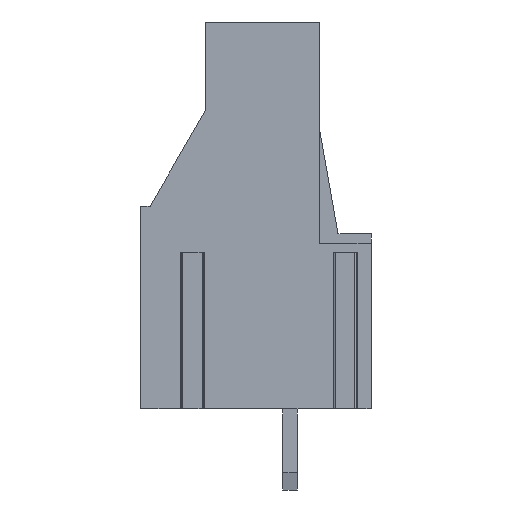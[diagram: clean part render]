
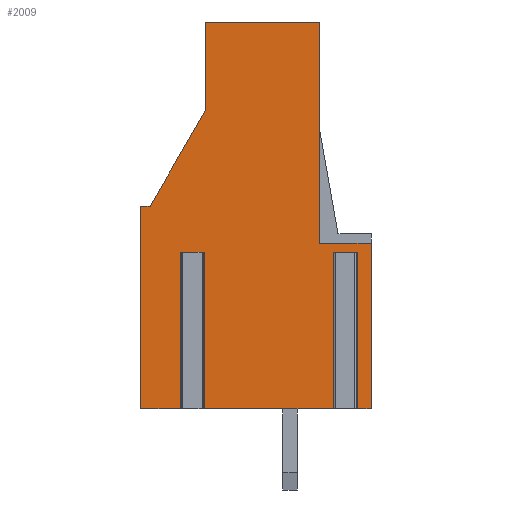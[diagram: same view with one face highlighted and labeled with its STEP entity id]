
A CAD part, front view. The second image highlights one B-rep face of the part: STEP entity #2009.
In plain terms, the highlighted planar face has unit normal (0, -1, 0).
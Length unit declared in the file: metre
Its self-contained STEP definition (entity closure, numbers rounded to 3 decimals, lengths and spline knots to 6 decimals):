
#2009=ADVANCED_FACE('',(#4082),#4083,.F.);
#4082=FACE_OUTER_BOUND('',#6174,.T.);
#4083=PLANE('',#6175);
#6174=EDGE_LOOP('',(#12384,#12385,#12386,#12387,#12388,#12389,#12390,#12391,#12392,#12393,#12394,#12395,#12396,#12397,#12398,#12399,#12400));
#6175=AXIS2_PLACEMENT_3D('',#12401,#12402,#12403);
#12384=ORIENTED_EDGE('',*,*,#15081,.F.);
#12385=ORIENTED_EDGE('',*,*,#14491,.F.);
#12386=ORIENTED_EDGE('',*,*,#14493,.F.);
#12387=ORIENTED_EDGE('',*,*,#14439,.F.);
#12388=ORIENTED_EDGE('',*,*,#14555,.F.);
#12389=ORIENTED_EDGE('',*,*,#14536,.F.);
#12390=ORIENTED_EDGE('',*,*,#14557,.T.);
#12391=ORIENTED_EDGE('',*,*,#14431,.F.);
#12392=ORIENTED_EDGE('',*,*,#14579,.F.);
#12393=ORIENTED_EDGE('',*,*,#14560,.F.);
#12394=ORIENTED_EDGE('',*,*,#14581,.T.);
#12395=ORIENTED_EDGE('',*,*,#14423,.F.);
#12396=ORIENTED_EDGE('',*,*,#14514,.F.);
#12397=ORIENTED_EDGE('',*,*,#14593,.F.);
#12398=ORIENTED_EDGE('',*,*,#15083,.F.);
#12399=ORIENTED_EDGE('',*,*,#15084,.F.);
#12400=ORIENTED_EDGE('',*,*,#15085,.F.);
#12401=CARTESIAN_POINT('',(0.379102,-0.137938,0.1561));
#12402=DIRECTION('',(0.,1.0,0.));
#12403=DIRECTION('',(-1.0,0.,0.));
#14423=EDGE_CURVE('',#17878,#17880,#17881,.T.);
#14431=EDGE_CURVE('',#17894,#17896,#17897,.T.);
#14439=EDGE_CURVE('',#17910,#17876,#17912,.T.);
#14491=EDGE_CURVE('',#18006,#18004,#18008,.T.);
#14493=EDGE_CURVE('',#17876,#18006,#18010,.T.);
#14514=EDGE_CURVE('',#18042,#17878,#18044,.T.);
#14536=EDGE_CURVE('',#18076,#18078,#18079,.T.);
#14555=EDGE_CURVE('',#18078,#17910,#18103,.T.);
#14557=EDGE_CURVE('',#18076,#17896,#18105,.T.);
#14560=EDGE_CURVE('',#18108,#18110,#18111,.T.);
#14579=EDGE_CURVE('',#18110,#17894,#18135,.T.);
#14581=EDGE_CURVE('',#18108,#17880,#18137,.T.);
#14593=EDGE_CURVE('',#18150,#18042,#18152,.T.);
#15081=EDGE_CURVE('',#18004,#18796,#18798,.T.);
#15083=EDGE_CURVE('',#18800,#18150,#18801,.T.);
#15084=EDGE_CURVE('',#18802,#18800,#18803,.T.);
#15085=EDGE_CURVE('',#18796,#18802,#18804,.T.);
#17876=VERTEX_POINT('',#22800);
#17878=VERTEX_POINT('',#22803);
#17880=VERTEX_POINT('',#22806);
#17881=LINE('',#22807,#22808);
#17894=VERTEX_POINT('',#22824);
#17896=VERTEX_POINT('',#22826);
#17897=LINE('',#22827,#22828);
#17910=VERTEX_POINT('',#22844);
#17912=LINE('',#22846,#22847);
#18004=VERTEX_POINT('',#22979);
#18006=VERTEX_POINT('',#22982);
#18008=LINE('',#22985,#22986);
#18010=LINE('',#22988,#22989);
#18042=VERTEX_POINT('',#23037);
#18044=LINE('',#23040,#23041);
#18076=VERTEX_POINT('',#23089);
#18078=VERTEX_POINT('',#23091);
#18079=LINE('',#23092,#23093);
#18103=LINE('',#23126,#23127);
#18105=LINE('',#23129,#23130);
#18108=VERTEX_POINT('',#23133);
#18110=VERTEX_POINT('',#23135);
#18111=LINE('',#23136,#23137);
#18135=LINE('',#23170,#23171);
#18137=LINE('',#23173,#23174);
#18150=VERTEX_POINT('',#23192);
#18152=LINE('',#23195,#23196);
#18796=VERTEX_POINT('',#24116);
#18798=LINE('',#24119,#24120);
#18800=VERTEX_POINT('',#24122);
#18801=LINE('',#24123,#24124);
#18802=VERTEX_POINT('',#24125);
#18803=LINE('',#24126,#24127);
#18804=LINE('',#24128,#24129);
#22800=CARTESIAN_POINT('',(0.250954,-0.137938,-0.02079));
#22803=CARTESIAN_POINT('',(0.263454,-0.137938,-0.02079));
#22806=CARTESIAN_POINT('',(0.262609,-0.137938,-0.02079));
#22807=CARTESIAN_POINT('',(0.250954,-0.137938,-0.02079));
#22808=VECTOR('',#25939,1.0);
#22824=CARTESIAN_POINT('',(0.261499,-0.137938,-0.02079));
#22826=CARTESIAN_POINT('',(0.254309,-0.137938,-0.02079));
#22827=CARTESIAN_POINT('',(0.250954,-0.137938,-0.02079));
#22828=VECTOR('',#25955,1.0);
#22844=CARTESIAN_POINT('',(0.253199,-0.137938,-0.02079));
#22846=CARTESIAN_POINT('',(0.250954,-0.137938,-0.02079));
#22847=VECTOR('',#25971,1.0);
#22979=CARTESIAN_POINT('',(0.251454,-0.137938,-0.00979));
#22982=CARTESIAN_POINT('',(0.250954,-0.137938,-0.00979));
#22985=CARTESIAN_POINT('',(0.251454,-0.137938,-0.00979));
#22986=VECTOR('',#26026,1.0);
#22988=CARTESIAN_POINT('',(0.250954,-0.137938,-0.00979));
#22989=VECTOR('',#26027,1.0);
#23037=CARTESIAN_POINT('',(0.263454,-0.137938,-0.01179));
#23040=CARTESIAN_POINT('',(0.263454,-0.137938,-0.02079));
#23041=VECTOR('',#26045,1.0);
#23089=CARTESIAN_POINT('',(0.254309,-0.137938,-0.01229));
#23091=CARTESIAN_POINT('',(0.253199,-0.137938,-0.01229));
#23092=CARTESIAN_POINT('',(0.253199,-0.137938,-0.01229));
#23093=VECTOR('',#26065,1.0);
#23126=CARTESIAN_POINT('',(0.253199,-0.137938,-0.01229));
#23127=VECTOR('',#26084,1.0);
#23129=CARTESIAN_POINT('',(0.254309,-0.137938,-0.01229));
#23130=VECTOR('',#26085,1.0);
#23133=CARTESIAN_POINT('',(0.262609,-0.137938,-0.01229));
#23135=CARTESIAN_POINT('',(0.261499,-0.137938,-0.01229));
#23136=CARTESIAN_POINT('',(0.261499,-0.137938,-0.01229));
#23137=VECTOR('',#26089,1.0);
#23170=CARTESIAN_POINT('',(0.261499,-0.137938,-0.01229));
#23171=VECTOR('',#26108,1.0);
#23173=CARTESIAN_POINT('',(0.262609,-0.137938,-0.01229));
#23174=VECTOR('',#26109,1.0);
#23192=CARTESIAN_POINT('',(0.260654,-0.137938,-0.01179));
#23195=CARTESIAN_POINT('',(0.379102,-0.137938,-0.01179));
#23196=VECTOR('',#26116,1.0);
#24116=CARTESIAN_POINT('',(0.254454,-0.137938,-0.004594));
#24119=CARTESIAN_POINT('',(0.254454,-0.137938,-0.004594));
#24120=VECTOR('',#26481,1.0);
#24122=CARTESIAN_POINT('',(0.260654,-0.137938,0.00021));
#24123=CARTESIAN_POINT('',(0.260654,-0.137938,-0.005619));
#24124=VECTOR('',#26482,1.0);
#24125=CARTESIAN_POINT('',(0.254454,-0.137938,0.00021));
#24126=CARTESIAN_POINT('',(0.260654,-0.137938,0.00021));
#24127=VECTOR('',#26483,1.0);
#24128=CARTESIAN_POINT('',(0.254454,-0.137938,0.00021));
#24129=VECTOR('',#26484,1.0);
#25939=DIRECTION('',(-1.0,0.,0.));
#25955=DIRECTION('',(-1.0,0.,0.));
#25971=DIRECTION('',(-1.0,0.,0.));
#26026=DIRECTION('',(1.0,0.,0.));
#26027=DIRECTION('',(0.,0.,1.0));
#26045=DIRECTION('',(0.,0.,-1.0));
#26065=DIRECTION('',(-1.0,0.0,0.0));
#26084=DIRECTION('',(0.,0.0,-1.0));
#26085=DIRECTION('',(0.,0.0,-1.0));
#26089=DIRECTION('',(-1.0,0.0,0.0));
#26108=DIRECTION('',(0.,0.0,-1.0));
#26109=DIRECTION('',(0.,0.0,-1.0));
#26116=DIRECTION('',(1.0,0.,0.));
#26481=DIRECTION('',(0.5,0.,0.866));
#26482=DIRECTION('',(0.,0.,-1.0));
#26483=DIRECTION('',(1.0,0.,0.));
#26484=DIRECTION('',(0.,0.,1.0));
